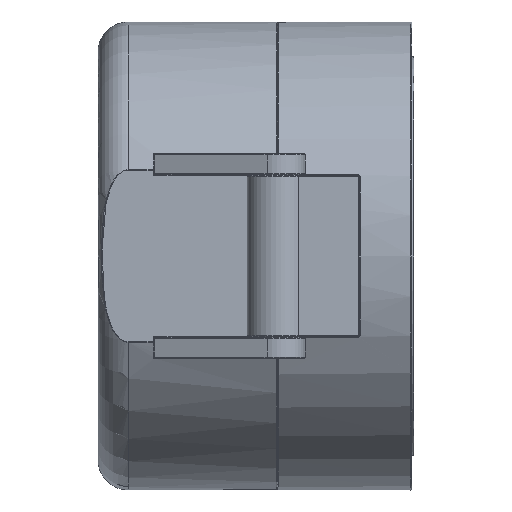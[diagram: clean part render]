
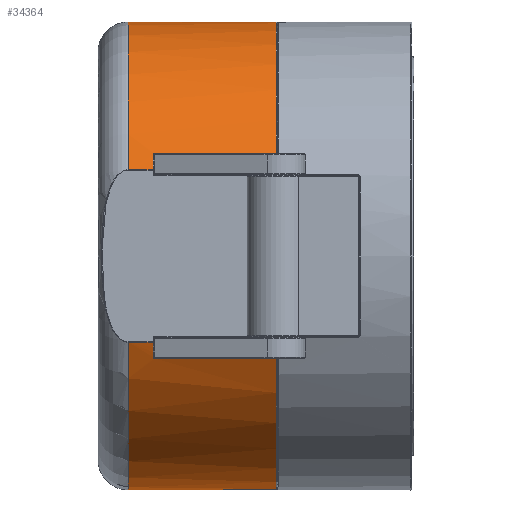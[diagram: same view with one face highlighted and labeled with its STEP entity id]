
A CAD part, left-side view. The second image highlights one B-rep face of the part: STEP entity #34364.
In plain terms, the highlighted cylindrical face has radius 27.15 mm (diameter 54.3 mm), a partial arc.
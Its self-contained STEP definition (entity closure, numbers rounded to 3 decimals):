
#1966=CYLINDRICAL_SURFACE('',#38293,27.15);
#4121=LINE('',#78287,#5968);
#4132=LINE('',#78449,#5979);
#4136=LINE('',#78500,#5983);
#4138=LINE('',#78597,#5985);
#4174=LINE('',#78910,#6021);
#4183=LINE('',#78959,#6030);
#5968=VECTOR('',#47327,10.);
#5979=VECTOR('',#47418,10.);
#5983=VECTOR('',#47436,10.);
#5985=VECTOR('',#47442,10.);
#6021=VECTOR('',#47614,10.);
#6030=VECTOR('',#47673,10.);
#8286=FACE_OUTER_BOUND('',#10573,.T.);
#10573=EDGE_LOOP('',(#31371,#31372,#31373,#31374,#31375,#31376,#31377,#31378,
#31379,#31380,#31381,#31382,#31383,#31384,#31385,#31386,#31387));
#12314=CIRCLE('',#38104,27.15);
#12319=CIRCLE('',#38115,27.15);
#12330=CIRCLE('',#38140,27.15);
#12333=CIRCLE('',#38143,27.15);
#12415=CIRCLE('',#38292,27.15);
#12416=CIRCLE('',#38294,27.15);
#12417=CIRCLE('',#38295,27.15);
#13268=B_SPLINE_CURVE_WITH_KNOTS('',3,(#78268,#78269,#78270,#78271,#78272),
 .UNSPECIFIED.,.F.,.F.,(4,1,4),(-0.033,-0.017,
0.),.UNSPECIFIED.);
#13273=B_SPLINE_CURVE_WITH_KNOTS('',3,(#78439,#78440,#78441,#78442,#78443),
 .UNSPECIFIED.,.F.,.F.,(4,1,4),(-0.033,-0.017,
0.),.UNSPECIFIED.);
#13287=B_SPLINE_CURVE_WITH_KNOTS('',3,(#78893,#78894,#78895,#78896,#78897,
#78898,#78899,#78900,#78901,#78902),.UNSPECIFIED.,.F.,.F.,(4,2,2,2,4),(0.045,
0.049,0.055,0.062,0.063),
 .UNSPECIFIED.);
#13294=B_SPLINE_CURVE_WITH_KNOTS('',3,(#79230,#79231,#79232,#79233,#79234,
#79235,#79236,#79237,#79238,#79239,#79240,#79241),.UNSPECIFIED.,.F.,.F.,
(4,2,2,2,2,4),(0.,0.005,0.01,0.014,
0.016,0.017),.UNSPECIFIED.);
#16045=VERTEX_POINT('',#78266);
#16046=VERTEX_POINT('',#78267);
#16049=VERTEX_POINT('',#78283);
#16069=VERTEX_POINT('',#78378);
#16076=VERTEX_POINT('',#78394);
#16081=VERTEX_POINT('',#78436);
#16082=VERTEX_POINT('',#78438);
#16084=VERTEX_POINT('',#78447);
#16088=VERTEX_POINT('',#78498);
#16090=VERTEX_POINT('',#78568);
#16099=VERTEX_POINT('',#78693);
#16130=VERTEX_POINT('',#78891);
#16131=VERTEX_POINT('',#78892);
#16133=VERTEX_POINT('',#78908);
#16143=VERTEX_POINT('',#78956);
#16144=VERTEX_POINT('',#78958);
#16180=VERTEX_POINT('',#79229);
#21004=EDGE_CURVE('',#16045,#16046,#13268,.T.);
#21010=EDGE_CURVE('',#16046,#16049,#4121,.T.);
#21050=EDGE_CURVE('',#16081,#16082,#13273,.T.);
#21053=EDGE_CURVE('',#16084,#16081,#4132,.T.);
#21057=EDGE_CURVE('',#16082,#16076,#12314,.T.);
#21063=EDGE_CURVE('',#16088,#16069,#4136,.T.);
#21068=EDGE_CURVE('',#16076,#16090,#4138,.T.);
#21074=EDGE_CURVE('',#16069,#16045,#12319,.T.);
#21105=EDGE_CURVE('',#16090,#16099,#12330,.T.);
#21108=EDGE_CURVE('',#16099,#16088,#12333,.T.);
#21146=EDGE_CURVE('',#16130,#16131,#13287,.F.);
#21151=EDGE_CURVE('',#16133,#16130,#4174,.T.);
#21174=EDGE_CURVE('',#16143,#16144,#4183,.T.);
#21252=EDGE_CURVE('',#16144,#16084,#12415,.T.);
#21253=EDGE_CURVE('',#16143,#16180,#13294,.T.);
#21254=EDGE_CURVE('',#16180,#16131,#12416,.T.);
#21255=EDGE_CURVE('',#16049,#16133,#12417,.T.);
#31371=ORIENTED_EDGE('',*,*,#21053,.F.);
#31372=ORIENTED_EDGE('',*,*,#21252,.F.);
#31373=ORIENTED_EDGE('',*,*,#21174,.F.);
#31374=ORIENTED_EDGE('',*,*,#21253,.T.);
#31375=ORIENTED_EDGE('',*,*,#21254,.T.);
#31376=ORIENTED_EDGE('',*,*,#21146,.F.);
#31377=ORIENTED_EDGE('',*,*,#21151,.F.);
#31378=ORIENTED_EDGE('',*,*,#21255,.F.);
#31379=ORIENTED_EDGE('',*,*,#21010,.F.);
#31380=ORIENTED_EDGE('',*,*,#21004,.F.);
#31381=ORIENTED_EDGE('',*,*,#21074,.F.);
#31382=ORIENTED_EDGE('',*,*,#21063,.F.);
#31383=ORIENTED_EDGE('',*,*,#21108,.F.);
#31384=ORIENTED_EDGE('',*,*,#21105,.F.);
#31385=ORIENTED_EDGE('',*,*,#21068,.F.);
#31386=ORIENTED_EDGE('',*,*,#21057,.F.);
#31387=ORIENTED_EDGE('',*,*,#21050,.F.);
#34364=ADVANCED_FACE('',(#8286),#1966,.T.);
#38104=AXIS2_PLACEMENT_3D('',#78489,#47422,#47423);
#38115=AXIS2_PLACEMENT_3D('',#78606,#47454,#47455);
#38140=AXIS2_PLACEMENT_3D('',#78694,#47522,#47523);
#38143=AXIS2_PLACEMENT_3D('',#78698,#47528,#47529);
#38292=AXIS2_PLACEMENT_3D('',#79227,#47873,#47874);
#38293=AXIS2_PLACEMENT_3D('',#79228,#47875,#47876);
#38294=AXIS2_PLACEMENT_3D('',#79242,#47877,#47878);
#38295=AXIS2_PLACEMENT_3D('',#79243,#47879,#47880);
#47327=DIRECTION('',(0.,1.,0.));
#47418=DIRECTION('',(0.,-1.,0.));
#47422=DIRECTION('center_axis',(0.,1.,0.));
#47423=DIRECTION('ref_axis',(-0.916,0.,-0.402));
#47436=DIRECTION('',(0.,1.,0.));
#47442=DIRECTION('',(0.,-1.,0.));
#47454=DIRECTION('center_axis',(0.,1.,0.));
#47455=DIRECTION('ref_axis',(-0.916,0.,0.402));
#47522=DIRECTION('center_axis',(0.,-1.,0.));
#47523=DIRECTION('ref_axis',(1.,0.,0.));
#47528=DIRECTION('center_axis',(0.,-1.,0.));
#47529=DIRECTION('ref_axis',(1.,0.,0.));
#47614=DIRECTION('',(0.,-1.,0.));
#47673=DIRECTION('',(0.,1.,0.));
#47873=DIRECTION('center_axis',(0.,1.,0.));
#47874=DIRECTION('ref_axis',(0.224,0.,-0.975));
#47875=DIRECTION('center_axis',(0.,1.,0.));
#47876=DIRECTION('ref_axis',(1.,0.,0.));
#47877=DIRECTION('center_axis',(0.,-1.,0.));
#47878=DIRECTION('ref_axis',(-1.,0.,0.));
#47879=DIRECTION('center_axis',(0.,1.,0.));
#47880=DIRECTION('ref_axis',(0.164,0.,0.986));
#78266=CARTESIAN_POINT('',(-24.496,6.4,11.707));
#78267=CARTESIAN_POINT('',(-24.4,6.6,11.906));
#78268=CARTESIAN_POINT('Ctrl Pts',(-24.496,6.4,11.707));
#78269=CARTESIAN_POINT('Ctrl Pts',(-24.473,6.4,11.757));
#78270=CARTESIAN_POINT('Ctrl Pts',(-24.424,6.438,11.857));
#78271=CARTESIAN_POINT('Ctrl Pts',(-24.4,6.545,11.906));
#78272=CARTESIAN_POINT('Ctrl Pts',(-24.4,6.6,11.906));
#78283=CARTESIAN_POINT('',(-24.4,20.7,11.906));
#78287=CARTESIAN_POINT('',(-24.4,0.,11.906));
#78378=CARTESIAN_POINT('',(-25.243,6.4,9.996));
#78394=CARTESIAN_POINT('',(-25.243,6.4,-9.996));
#78436=CARTESIAN_POINT('',(-24.4,6.6,-11.906));
#78438=CARTESIAN_POINT('',(-24.496,6.4,-11.707));
#78439=CARTESIAN_POINT('Ctrl Pts',(-24.4,6.6,-11.906));
#78440=CARTESIAN_POINT('Ctrl Pts',(-24.4,6.545,-11.906));
#78441=CARTESIAN_POINT('Ctrl Pts',(-24.424,6.438,-11.857));
#78442=CARTESIAN_POINT('Ctrl Pts',(-24.473,6.4,-11.757));
#78443=CARTESIAN_POINT('Ctrl Pts',(-24.496,6.4,-11.707));
#78447=CARTESIAN_POINT('',(-24.4,20.7,-11.906));
#78449=CARTESIAN_POINT('',(-24.4,0.,-11.906));
#78489=CARTESIAN_POINT('Origin',(0.,6.4,0.));
#78498=CARTESIAN_POINT('',(-25.243,3.5,9.996));
#78500=CARTESIAN_POINT('',(-25.243,0.,9.996));
#78568=CARTESIAN_POINT('',(-25.243,3.5,-9.996));
#78597=CARTESIAN_POINT('',(-25.243,0.,-9.996));
#78606=CARTESIAN_POINT('Origin',(0.,6.4,0.));
#78693=CARTESIAN_POINT('',(0.,3.5,-27.15));
#78694=CARTESIAN_POINT('Origin',(0.,3.5,0.));
#78698=CARTESIAN_POINT('Origin',(0.,3.5,0.));
#78891=CARTESIAN_POINT('',(26.938,5.1,3.388));
#78892=CARTESIAN_POINT('',(26.959,5.,3.216));
#78893=CARTESIAN_POINT('Ctrl Pts',(26.959,5.,3.216));
#78894=CARTESIAN_POINT('Ctrl Pts',(26.957,5.,3.233));
#78895=CARTESIAN_POINT('Ctrl Pts',(26.955,5.003,3.25));
#78896=CARTESIAN_POINT('Ctrl Pts',(26.95,5.018,3.289));
#78897=CARTESIAN_POINT('Ctrl Pts',(26.948,5.03,3.309));
#78898=CARTESIAN_POINT('Ctrl Pts',(26.943,5.059,3.347));
#78899=CARTESIAN_POINT('Ctrl Pts',(26.94,5.079,3.367));
#78900=CARTESIAN_POINT('Ctrl Pts',(26.938,5.099,3.387));
#78901=CARTESIAN_POINT('Ctrl Pts',(26.938,5.1,3.387));
#78902=CARTESIAN_POINT('Ctrl Pts',(26.938,5.1,3.388));
#78908=CARTESIAN_POINT('',(26.938,20.7,3.388));
#78910=CARTESIAN_POINT('',(26.938,0.,3.388));
#78956=CARTESIAN_POINT('',(27.15,5.135,0.));
#78958=CARTESIAN_POINT('',(27.15,20.7,0.));
#78959=CARTESIAN_POINT('',(27.15,0.,0.));
#79227=CARTESIAN_POINT('Origin',(0.,20.7,0.));
#79228=CARTESIAN_POINT('Origin',(0.,0.,0.));
#79229=CARTESIAN_POINT('',(27.15,5.,0.095));
#79230=CARTESIAN_POINT('Ctrl Pts',(27.15,5.135,0.));
#79231=CARTESIAN_POINT('Ctrl Pts',(27.15,5.119,0.));
#79232=CARTESIAN_POINT('Ctrl Pts',(27.15,5.101,0.002));
#79233=CARTESIAN_POINT('Ctrl Pts',(27.15,5.068,0.012));
#79234=CARTESIAN_POINT('Ctrl Pts',(27.15,5.052,0.02));
#79235=CARTESIAN_POINT('Ctrl Pts',(27.15,5.029,0.037));
#79236=CARTESIAN_POINT('Ctrl Pts',(27.15,5.018,0.048));
#79237=CARTESIAN_POINT('Ctrl Pts',(27.15,5.007,0.066));
#79238=CARTESIAN_POINT('Ctrl Pts',(27.15,5.005,0.073));
#79239=CARTESIAN_POINT('Ctrl Pts',(27.15,5.001,0.085));
#79240=CARTESIAN_POINT('Ctrl Pts',(27.15,5.,0.09));
#79241=CARTESIAN_POINT('Ctrl Pts',(27.15,5.,0.095));
#79242=CARTESIAN_POINT('Origin',(0.,5.,0.));
#79243=CARTESIAN_POINT('Origin',(0.,20.7,0.));
